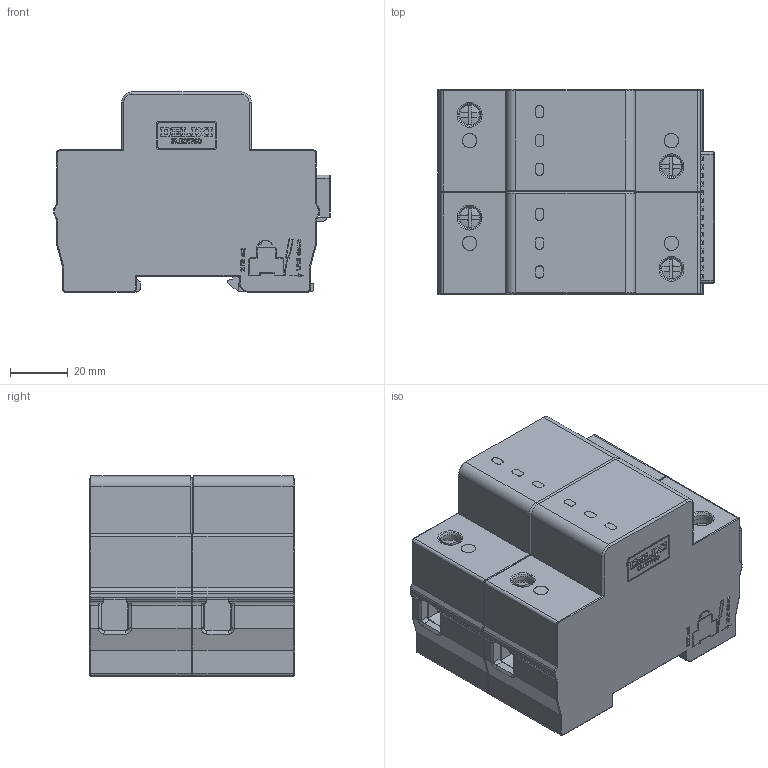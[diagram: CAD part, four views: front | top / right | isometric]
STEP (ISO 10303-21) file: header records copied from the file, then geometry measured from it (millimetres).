
FILE_DESCRIPTION((''),'2;1');
FILE_NAME('2P_SW000132','2025-06-19T',('weiren.liu'),(''),'PRO/ENGINEER BY PARAMETRIC TECHNOLOGY CORPORATION, 2017170','PRO/ENGINEER BY PARAMETRIC TECHNOLOGY CORPORATION, 2017170','');
FILE_SCHEMA(('CONFIG_CONTROL_DESIGN'));
Products named in the file (1): 2P_SW000132
Bounding box: 95.8 x 71.2 x 69.4 mm (x, y, z)
Volume: 118061.2 mm3; surface area: 115216.1 mm2
Topology: 1 solids, 8 shells, 4165 faces, 12085 edges, 7930 vertices
Faces by surface type: plane 3337, cylinder 592, torus 102, cone 74, bspline 44, sphere 16
Entity records: 151420 total; most frequent: CARTESIAN_POINT 40668, ORIENTED_EDGE 24162, DIRECTION 21477, EDGE_CURVE 12081, VECTOR 9881, LINE 9881, VERTEX_POINT 7932, AXIS2_PLACEMENT_3D 5798
